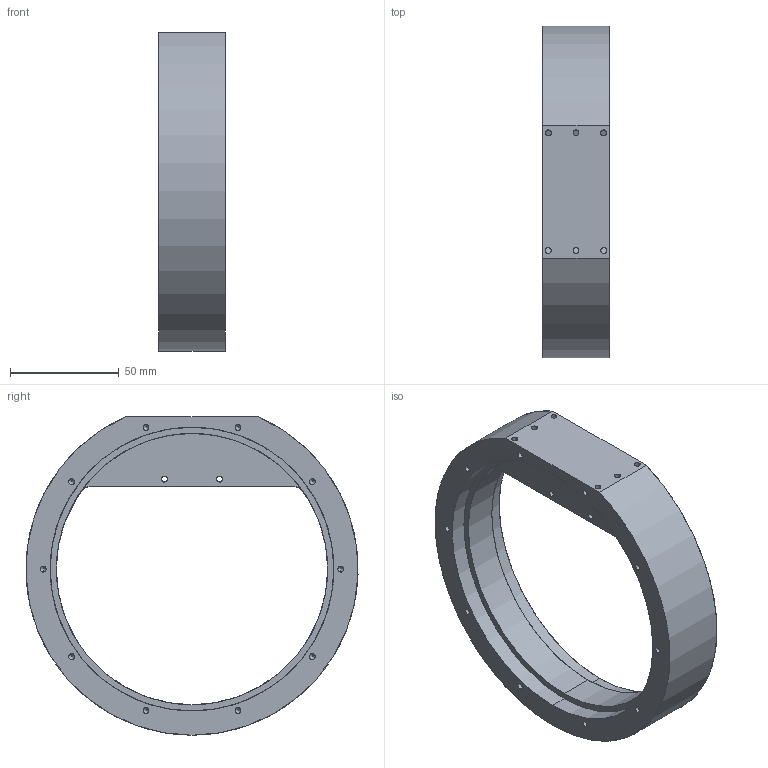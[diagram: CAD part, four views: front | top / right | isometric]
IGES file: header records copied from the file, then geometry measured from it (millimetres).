
Start section: SolidWorks IGES file using analytic representation for surfaces
Global section: file name: y03-lower-bearing-top.IGS; native system: SolidWorks 2006 by SolidWorks Corporation; preprocessor: SolidWorks 2006 by SolidWorks Corporation; author: leinad; date: 080605.115516; units: inch
Bounding box: 30.48 x 152.31 x 146.05 mm (x, y, z)
Surface area: 44400.1 mm2 (no closed solid volume)
Topology: 0 solids, 0 shells, 114 faces, 2246 edges, 2456 vertices
Faces by surface type: revolution 106, bspline 8
